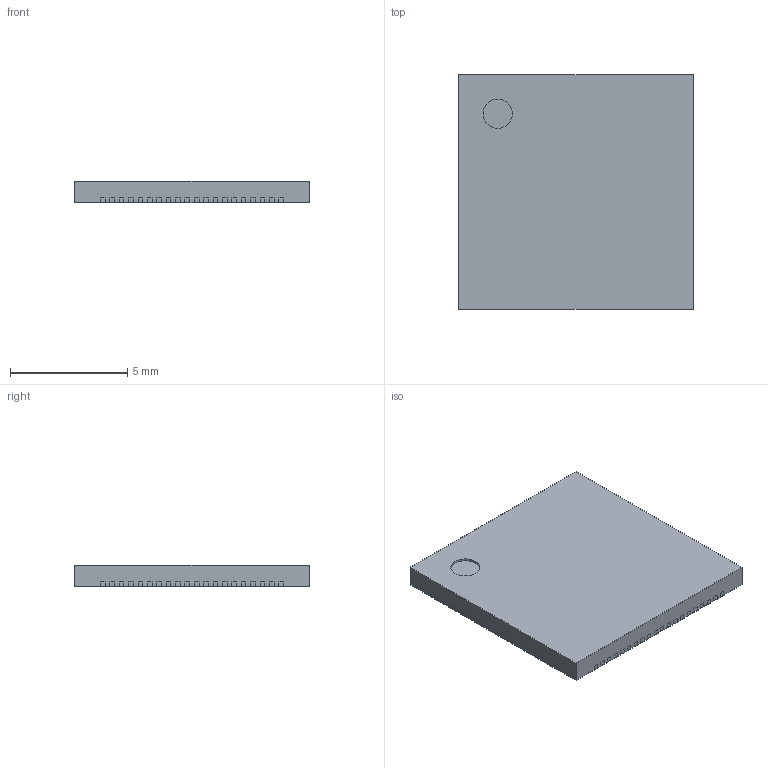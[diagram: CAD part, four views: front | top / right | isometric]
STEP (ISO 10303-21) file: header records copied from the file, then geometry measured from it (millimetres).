
FILE_DESCRIPTION(('Open CASCADE Model'),'2;1');
FILE_NAME('Open CASCADE Shape Model','2024-08-14T17:59:59',('Author'),( 'Open CASCADE'),'Open CASCADE STEP processor 6.8','Open CASCADE 6.8' ,'Unknown');
FILE_SCHEMA(('AUTOMOTIVE_DESIGN { 1 0 10303 214 1 1 1 1 }'));
Length unit declared in the file: millimetre
Products named in the file (9): PCB; Designator1; 5975482768; Open_CASCADE_STEP_translator_6.8_25.1; Body; Open_CASCADE_STEP_translator_6.8_25.2.1; Thermal_Shape; Pin_Shape; Open_CASCADE_STEP_translator_6.8_25.4.1
Assembly tree (86 placements, depth 4):
  PCB
  Designator1
    5975482768
      Open_CASCADE_STEP_translator_6.8_25.1
      Body
        Open_CASCADE_STEP_translator_6.8_25.2.1
      Thermal_Shape
      Pin_Shape  x80
        Open_CASCADE_STEP_translator_6.8_25.4.1
Bounding box: 10 x 10 x 0.9 mm (x, y, z)
Volume: 89.9 mm3; surface area: 280 mm2
Topology: 82 solids, 83 shells, 1136 faces, 2271 edges, 1301 vertices
Faces by surface type: plane 1135, cylinder 1
Full cylindrical faces by diameter (mm): 1.25 x1
Entity records: 1566 total; most frequent: DIRECTION 296, CARTESIAN_POINT 213, AXIS2_PLACEMENT_3D 120, ORIENTED_EDGE 117, PRODUCT_DEFINITION_SHAPE 95, CONTEXT_DEPENDENT_SHAPE_REPRESENTATION 86, ITEM_DEFINED_TRANSFORMATION 86, NEXT_ASSEMBLY_USAGE_OCCURRENCE 86
